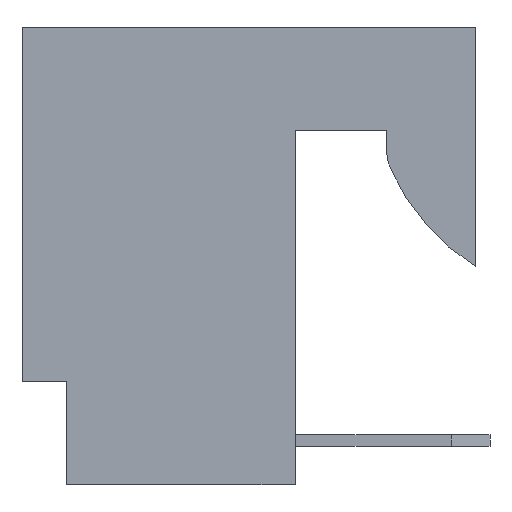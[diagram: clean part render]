
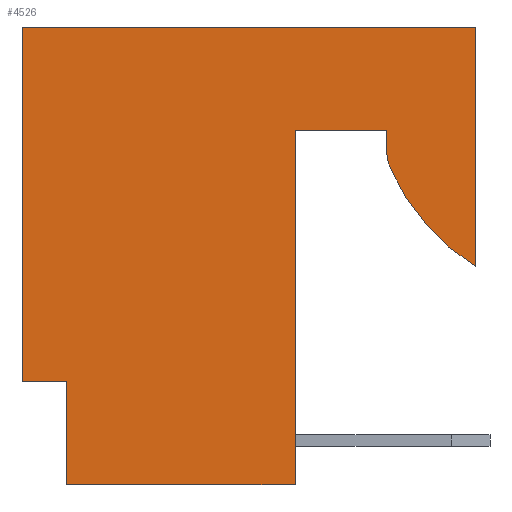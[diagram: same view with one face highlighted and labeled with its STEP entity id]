
A CAD part, left-side view. The second image highlights one B-rep face of the part: STEP entity #4526.
In plain terms, the highlighted planar face has unit normal (-1, 0, 0).
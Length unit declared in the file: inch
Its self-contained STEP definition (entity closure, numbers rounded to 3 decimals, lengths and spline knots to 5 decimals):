
#1=DIRECTION('',(0.,0.,-1.));
#2=VECTOR('',#1,0.16208);
#3=CARTESIAN_POINT('',(-0.298,0.,0.));
#4=LINE('',#3,#2);
#5=CARTESIAN_POINT('',(-0.298,-0.0797,-0.035));
#6=DIRECTION('',(1.,0.,0.));
#7=DIRECTION('',(0.,0.531,-0.847));
#8=AXIS2_PLACEMENT_3D('',#5,#6,#7);
#10=CARTESIAN_POINT('',(-0.298,0.03,-0.08365));
#11=DIRECTION('',(1.,0.,0.));
#12=DIRECTION('',(0.,0.914,-0.405));
#13=AXIS2_PLACEMENT_3D('',#10,#11,#12);
#15=DIRECTION('',(0.,0.,1.));
#16=VECTOR('',#15,0.01365);
#17=CARTESIAN_POINT('',(-0.298,0.06,-0.08365));
#18=LINE('',#17,#16);
#19=DIRECTION('',(0.,1.,0.));
#20=VECTOR('',#19,0.062);
#21=CARTESIAN_POINT('',(-0.298,0.06,-0.07));
#22=LINE('',#21,#20);
#23=DIRECTION('',(0.,0.,-1.));
#24=VECTOR('',#23,0.24);
#25=CARTESIAN_POINT('',(-0.298,0.122,-0.07));
#26=LINE('',#25,#24);
#27=DIRECTION('',(0.,1.,0.));
#28=VECTOR('',#27,0.155);
#29=CARTESIAN_POINT('',(-0.298,0.122,-0.31));
#30=LINE('',#29,#28);
#31=DIRECTION('',(0.,0.,1.));
#32=VECTOR('',#31,0.07);
#33=CARTESIAN_POINT('',(-0.298,0.277,-0.31));
#34=LINE('',#33,#32);
#35=DIRECTION('',(0.,1.,0.));
#36=VECTOR('',#35,0.03);
#37=CARTESIAN_POINT('',(-0.298,0.277,-0.24));
#38=LINE('',#37,#36);
#39=DIRECTION('',(0.,0.,1.));
#40=VECTOR('',#39,0.24);
#41=CARTESIAN_POINT('',(-0.298,0.307,-0.24));
#42=LINE('',#41,#40);
#43=DIRECTION('',(0.,-1.,0.));
#44=VECTOR('',#43,0.307);
#45=CARTESIAN_POINT('',(-0.298,0.307,0.));
#46=LINE('',#45,#44);
#3421=CARTESIAN_POINT('',(-0.298,0.,0.));
#3422=CARTESIAN_POINT('',(-0.298,0.,-0.16208));
#3423=VERTEX_POINT('',#3421);
#3424=VERTEX_POINT('',#3422);
#3425=CARTESIAN_POINT('',(-0.298,0.06,-0.07));
#3426=CARTESIAN_POINT('',(-0.298,0.122,-0.07));
#3427=VERTEX_POINT('',#3425);
#3428=VERTEX_POINT('',#3426);
#3429=CARTESIAN_POINT('',(-0.298,0.122,-0.31));
#3430=VERTEX_POINT('',#3429);
#3431=CARTESIAN_POINT('',(-0.298,0.277,-0.31));
#3432=VERTEX_POINT('',#3431);
#3433=CARTESIAN_POINT('',(-0.298,0.277,-0.24));
#3434=VERTEX_POINT('',#3433);
#3435=CARTESIAN_POINT('',(-0.298,0.307,-0.24));
#3436=VERTEX_POINT('',#3435);
#3437=CARTESIAN_POINT('',(-0.298,0.307,0.));
#3438=VERTEX_POINT('',#3437);
#3621=CARTESIAN_POINT('',(-0.298,0.05742,-0.09581));
#3622=VERTEX_POINT('',#3621);
#3623=CARTESIAN_POINT('',(-0.298,0.06,-0.08365));
#3624=VERTEX_POINT('',#3623);
#4497=CARTESIAN_POINT('',(-0.298,0.,0.));
#4498=DIRECTION('',(1.,0.,0.));
#4499=DIRECTION('',(0.,0.,-1.));
#4500=AXIS2_PLACEMENT_3D('',#4497,#4498,#4499);
#4501=PLANE('',#4500);
#4503=ORIENTED_EDGE('',*,*,#4502,.T.);
#4505=ORIENTED_EDGE('',*,*,#4504,.T.);
#4507=ORIENTED_EDGE('',*,*,#4506,.T.);
#4509=ORIENTED_EDGE('',*,*,#4508,.T.);
#4511=ORIENTED_EDGE('',*,*,#4510,.T.);
#4513=ORIENTED_EDGE('',*,*,#4512,.T.);
#4515=ORIENTED_EDGE('',*,*,#4514,.T.);
#4517=ORIENTED_EDGE('',*,*,#4516,.T.);
#4519=ORIENTED_EDGE('',*,*,#4518,.T.);
#4521=ORIENTED_EDGE('',*,*,#4520,.T.);
#4523=ORIENTED_EDGE('',*,*,#4522,.T.);
#4524=EDGE_LOOP('',(#4503,#4505,#4507,#4509,#4511,#4513,#4515,#4517,#4519,#4521,
#4523));
#4525=FACE_OUTER_BOUND('',#4524,.F.);
#4526=ADVANCED_FACE('',(#4525),#4501,.F.);
#9=CIRCLE('',#8,0.15);
#14=CIRCLE('',#13,0.03);
#4502=EDGE_CURVE('',#3423,#3424,#4,.T.);
#4504=EDGE_CURVE('',#3424,#3622,#9,.T.);
#4506=EDGE_CURVE('',#3622,#3624,#14,.T.);
#4508=EDGE_CURVE('',#3624,#3427,#18,.T.);
#4510=EDGE_CURVE('',#3427,#3428,#22,.T.);
#4512=EDGE_CURVE('',#3428,#3430,#26,.T.);
#4514=EDGE_CURVE('',#3430,#3432,#30,.T.);
#4516=EDGE_CURVE('',#3432,#3434,#34,.T.);
#4518=EDGE_CURVE('',#3434,#3436,#38,.T.);
#4520=EDGE_CURVE('',#3436,#3438,#42,.T.);
#4522=EDGE_CURVE('',#3438,#3423,#46,.T.);
